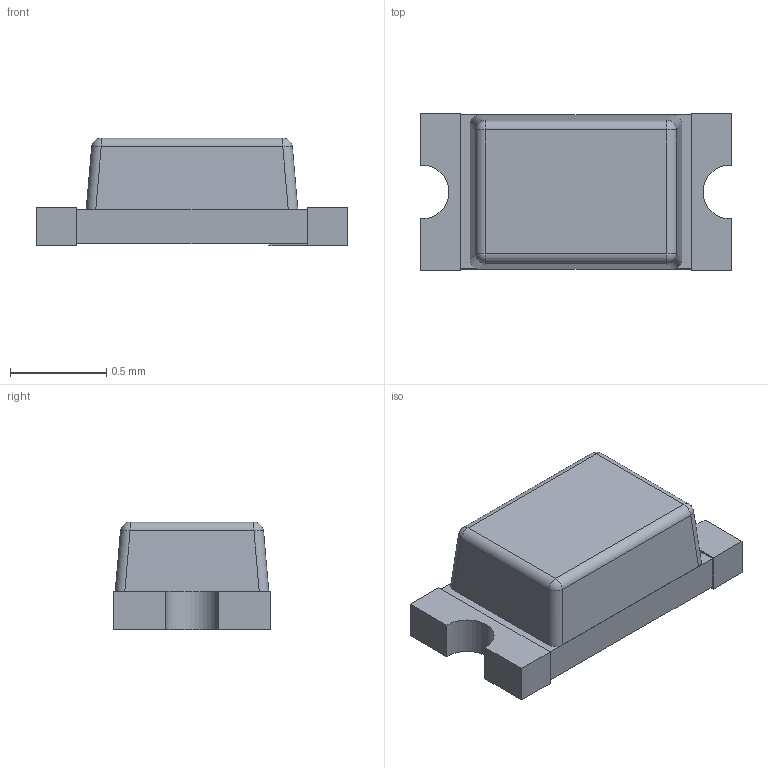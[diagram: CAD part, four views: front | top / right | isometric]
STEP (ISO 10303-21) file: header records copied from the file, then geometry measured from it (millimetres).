
FILE_DESCRIPTION(/* description */ (''),/* implementation_level */ '2;1');
FILE_NAME(/* name */ 'P7H0-LED3-LED0603-RD.step',/* time_stamp */ '2025-08-05T13:03:44+08:00',/* author */ (''),/* organization */ (''),/* preprocessor_version */ 'ST-DEVELOPER v20.1',/* originating_system */ 'Autodesk Translation Framework v14.10.0.0',/* authorisation */ '');
FILE_SCHEMA (('AUTOMOTIVE_DESIGN { 1 0 10303 214 3 1 1 }'));
Length unit declared in the file: millimetre
Products named in the file (2): P7H0-LED3-LED0603-RD; COMPOUND
Assembly tree (1 placements, depth 2):
  P7H0-LED3-LED0603-RD
    COMPOUND
Bounding box: 1.62 x 0.82 x 0.56 mm (x, y, z)
Volume: 0.5 mm3; surface area: 6.7 mm2
Topology: 2 solids, 2 shells, 105 faces, 268 edges, 172 vertices
Faces by surface type: plane 77, bspline 14, cylinder 10, sphere 4
Entity records: 4030 total; most frequent: CARTESIAN_POINT 1398, ORIENTED_EDGE 528, DIRECTION 444, EDGE_CURVE 264, LINE 216, VECTOR 216, VERTEX_POINT 172, EDGE_LOOP 114
